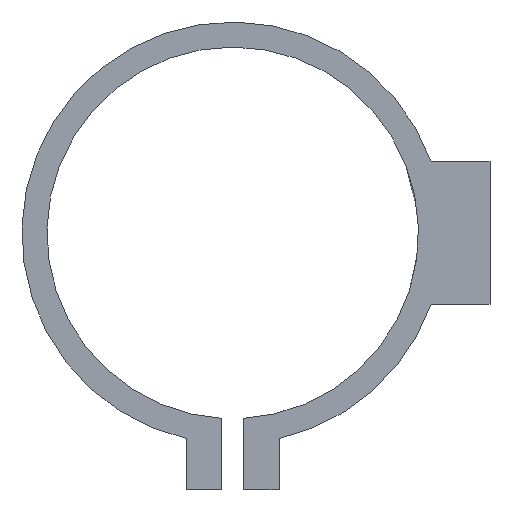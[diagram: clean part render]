
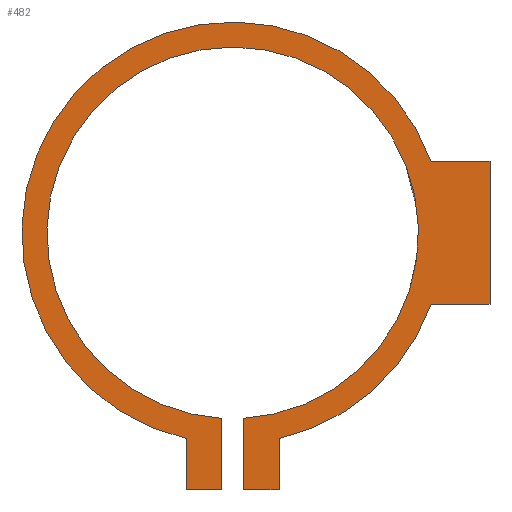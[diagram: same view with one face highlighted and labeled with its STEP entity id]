
A CAD part, front view. The second image highlights one B-rep face of the part: STEP entity #482.
In plain terms, the highlighted planar face has unit normal (0, -1, 0).
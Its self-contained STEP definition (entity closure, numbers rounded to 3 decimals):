
#1=CARTESIAN_POINT('',(0.,0.,0.));
#2=DIRECTION('',(0.,1.,0.));
#3=DIRECTION('',(-0.22,0.,-0.975));
#4=AXIS2_PLACEMENT_3D('',#1,#2,#3);
#6=DIRECTION('',(1.,0.,0.));
#7=VECTOR('',#6,16.493);
#8=CARTESIAN_POINT('',(55.507,0.,20.));
#9=LINE('',#8,#7);
#10=DIRECTION('',(0.,0.,-1.));
#11=VECTOR('',#10,40.);
#12=CARTESIAN_POINT('',(72.,0.,20.));
#13=LINE('',#12,#11);
#14=DIRECTION('',(-1.,0.,0.));
#15=VECTOR('',#14,16.493);
#16=CARTESIAN_POINT('',(72.,0.,-20.));
#17=LINE('',#16,#15);
#18=CARTESIAN_POINT('',(0.,0.,0.));
#19=DIRECTION('',(0.,1.,0.));
#20=DIRECTION('',(0.941,0.,-0.339));
#21=AXIS2_PLACEMENT_3D('',#18,#19,#20);
#23=DIRECTION('',(0.,0.,-1.));
#24=VECTOR('',#23,14.363);
#25=CARTESIAN_POINT('',(13.,0.,-57.55));
#26=LINE('',#25,#24);
#27=DIRECTION('',(-1.,0.,0.));
#28=VECTOR('',#27,10.);
#29=CARTESIAN_POINT('',(13.,0.,-71.913));
#30=LINE('',#29,#28);
#31=DIRECTION('',(0.,0.,1.));
#32=VECTOR('',#31,20.);
#33=CARTESIAN_POINT('',(3.,0.,-71.913));
#34=LINE('',#33,#32);
#35=CARTESIAN_POINT('',(0.,0.,0.));
#36=DIRECTION('',(0.,-1.,0.));
#37=DIRECTION('',(0.058,0.,-0.998));
#38=AXIS2_PLACEMENT_3D('',#35,#36,#37);
#40=DIRECTION('',(0.,0.,-1.));
#41=VECTOR('',#40,20.);
#42=CARTESIAN_POINT('',(-3.,0.,-51.913));
#43=LINE('',#42,#41);
#44=DIRECTION('',(-1.,0.,0.));
#45=VECTOR('',#44,10.);
#46=CARTESIAN_POINT('',(-3.,0.,-71.913));
#47=LINE('',#46,#45);
#48=DIRECTION('',(0.,0.,1.));
#49=VECTOR('',#48,14.363);
#50=CARTESIAN_POINT('',(-13.,0.,-71.913));
#51=LINE('',#50,#49);
#373=CARTESIAN_POINT('',(-3.,0.,-51.913));
#374=CARTESIAN_POINT('',(-3.,0.,-71.913));
#375=VERTEX_POINT('',#373);
#376=VERTEX_POINT('',#374);
#377=CARTESIAN_POINT('',(-13.,0.,-71.913));
#378=VERTEX_POINT('',#377);
#379=CARTESIAN_POINT('',(-13.,0.,-57.55));
#380=VERTEX_POINT('',#379);
#381=CARTESIAN_POINT('',(13.,0.,-57.55));
#382=CARTESIAN_POINT('',(13.,0.,-71.913));
#383=VERTEX_POINT('',#381);
#384=VERTEX_POINT('',#382);
#385=CARTESIAN_POINT('',(3.,0.,-71.913));
#386=VERTEX_POINT('',#385);
#387=CARTESIAN_POINT('',(3.,0.,-51.913));
#388=VERTEX_POINT('',#387);
#425=CARTESIAN_POINT('',(72.,0.,20.));
#426=CARTESIAN_POINT('',(72.,0.,-20.));
#427=VERTEX_POINT('',#425);
#428=VERTEX_POINT('',#426);
#429=CARTESIAN_POINT('',(55.507,0.,-20.));
#431=VERTEX_POINT('',#429);
#433=CARTESIAN_POINT('',(55.507,0.,20.));
#435=VERTEX_POINT('',#433);
#451=CARTESIAN_POINT('',(0.,0.,0.));
#452=DIRECTION('',(0.,1.,0.));
#453=DIRECTION('',(1.,0.,0.));
#454=AXIS2_PLACEMENT_3D('',#451,#452,#453);
#455=PLANE('',#454);
#457=ORIENTED_EDGE('',*,*,#456,.T.);
#459=ORIENTED_EDGE('',*,*,#458,.T.);
#461=ORIENTED_EDGE('',*,*,#460,.T.);
#463=ORIENTED_EDGE('',*,*,#462,.T.);
#465=ORIENTED_EDGE('',*,*,#464,.T.);
#467=ORIENTED_EDGE('',*,*,#466,.T.);
#469=ORIENTED_EDGE('',*,*,#468,.T.);
#471=ORIENTED_EDGE('',*,*,#470,.T.);
#473=ORIENTED_EDGE('',*,*,#472,.T.);
#475=ORIENTED_EDGE('',*,*,#474,.T.);
#477=ORIENTED_EDGE('',*,*,#476,.T.);
#479=ORIENTED_EDGE('',*,*,#478,.T.);
#480=EDGE_LOOP('',(#457,#459,#461,#463,#465,#467,#469,#471,#473,#475,#477,
#479));
#481=FACE_OUTER_BOUND('',#480,.F.);
#482=ADVANCED_FACE('',(#481),#455,.F.);
#5=CIRCLE('',#4,59.);
#22=CIRCLE('',#21,59.);
#39=CIRCLE('',#38,52.);
#456=EDGE_CURVE('',#380,#435,#5,.T.);
#458=EDGE_CURVE('',#435,#427,#9,.T.);
#460=EDGE_CURVE('',#427,#428,#13,.T.);
#462=EDGE_CURVE('',#428,#431,#17,.T.);
#464=EDGE_CURVE('',#431,#383,#22,.T.);
#466=EDGE_CURVE('',#383,#384,#26,.T.);
#468=EDGE_CURVE('',#384,#386,#30,.T.);
#470=EDGE_CURVE('',#386,#388,#34,.T.);
#472=EDGE_CURVE('',#388,#375,#39,.T.);
#474=EDGE_CURVE('',#375,#376,#43,.T.);
#476=EDGE_CURVE('',#376,#378,#47,.T.);
#478=EDGE_CURVE('',#378,#380,#51,.T.);
